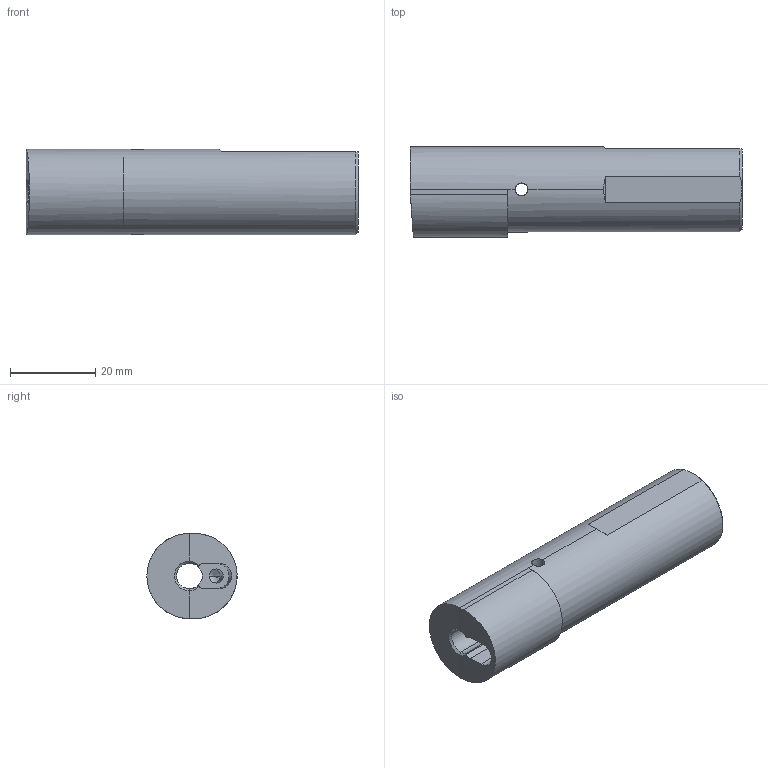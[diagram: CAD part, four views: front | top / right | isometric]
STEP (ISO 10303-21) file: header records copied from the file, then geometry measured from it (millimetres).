
FILE_DESCRIPTION (( 'STEP AP203' ), '1' );
FILE_NAME ('UTP AblageMBM-59-05-07.step', '2019-01-16T08:39:14', ( '' ), ( '' ), 'SwSTEP 2.0', 'SolidWorks 2018', '' );
FILE_SCHEMA (( 'CONFIG_CONTROL_DESIGN' ));
Length unit declared in the file: millimetre
Products named in the file (1): UTP AblageMBM-59-05-07
Bounding box: 78 x 21.2 x 20 mm (x, y, z)
Volume: 21228.4 mm3; surface area: 7556.1 mm2
Topology: 1 solids, 1 shells, 48 faces, 122 edges, 70 vertices
Faces by surface type: cylinder 17, cone 14, plane 13, bspline 4
Entity records: 1722 total; most frequent: CARTESIAN_POINT 548, ORIENTED_EDGE 240, DIRECTION 218, EDGE_CURVE 120, AXIS2_PLACEMENT_3D 80, VERTEX_POINT 70, VECTOR 58, LINE 58
